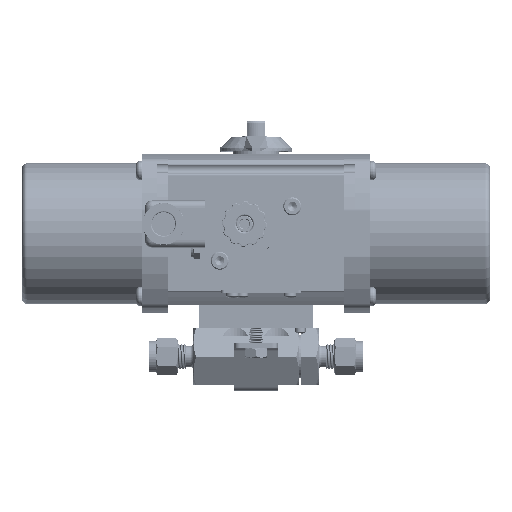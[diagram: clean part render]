
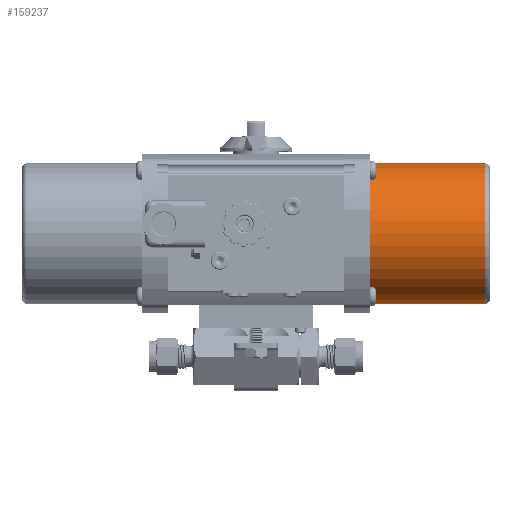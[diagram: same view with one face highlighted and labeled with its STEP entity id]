
A CAD part, top view. The second image highlights one B-rep face of the part: STEP entity #159237.
In plain terms, the highlighted cylindrical face has radius 30.963 mm (diameter 61.925 mm), a partial arc.
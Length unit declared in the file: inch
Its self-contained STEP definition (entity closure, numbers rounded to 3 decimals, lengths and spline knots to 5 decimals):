
#3090 = CARTESIAN_POINT ( 'NONE',  ( 1.8575, 2.136, 0. ) ) ;
#6976 = DIRECTION ( 'NONE',  ( -1., 0., 0. ) ) ;
#7728 = LINE ( 'NONE', #172715, #82226 ) ;
#12201 = CARTESIAN_POINT ( 'NONE',  ( 3.9725, 2.136, 0. ) ) ;
#18034 = DIRECTION ( 'NONE',  ( 0., -1., 0. ) ) ;
#19757 = VERTEX_POINT ( 'NONE', #97243 ) ;
#20352 = VECTOR ( 'NONE', #44917, 39.37008 ) ;
#20872 = AXIS2_PLACEMENT_3D ( 'NONE', #67499, #6976, #171220 ) ;
#26500 = CIRCLE ( 'NONE', #139130, 1.219 ) ;
#27100 = DIRECTION ( 'NONE',  ( 0., -1., 0. ) ) ;
#42889 = VERTEX_POINT ( 'NONE', #143758 ) ;
#44917 = DIRECTION ( 'NONE',  ( -1., 0., 0. ) ) ;
#46165 = FACE_OUTER_BOUND ( 'NONE', #192511, .T. ) ;
#54007 = ORIENTED_EDGE ( 'NONE', *, *, #55339, .T. ) ;
#55339 = EDGE_CURVE ( 'NONE', #42889, #96890, #26500, .T. ) ;
#56648 = CARTESIAN_POINT ( 'NONE',  ( 1.8575, 3.355, 0. ) ) ;
#59939 = CARTESIAN_POINT ( 'NONE',  ( 1.7145, 3.355, 0. ) ) ;
#67499 = CARTESIAN_POINT ( 'NONE',  ( 1.7145, 2.136, 0. ) ) ;
#81154 = CYLINDRICAL_SURFACE ( 'NONE', #20872, 1.219 ) ;
#81169 = EDGE_CURVE ( 'NONE', #96890, #97960, #103984, .T. ) ;
#82226 = VECTOR ( 'NONE', #98097, 39.37008 ) ;
#87544 = ORIENTED_EDGE ( 'NONE', *, *, #159155, .T. ) ;
#96890 = VERTEX_POINT ( 'NONE', #168649 ) ;
#97243 = CARTESIAN_POINT ( 'NONE',  ( 1.8575, 0.917, 0. ) ) ;
#97960 = VERTEX_POINT ( 'NONE', #56648 ) ;
#98097 = DIRECTION ( 'NONE',  ( -1., 0., 0. ) ) ;
#103984 = LINE ( 'NONE', #59939, #20352 ) ;
#104285 = CIRCLE ( 'NONE', #114161, 1.219 ) ;
#107008 = DIRECTION ( 'NONE',  ( 1., 0., 0. ) ) ;
#114161 = AXIS2_PLACEMENT_3D ( 'NONE', #3090, #107008, #18034 ) ;
#116108 = DIRECTION ( 'NONE',  ( -1., 0., 0. ) ) ;
#116255 = ORIENTED_EDGE ( 'NONE', *, *, #173039, .F. ) ;
#124713 = ORIENTED_EDGE ( 'NONE', *, *, #81169, .T. ) ;
#139130 = AXIS2_PLACEMENT_3D ( 'NONE', #12201, #116108, #27100 ) ;
#143758 = CARTESIAN_POINT ( 'NONE',  ( 3.9725, 0.917, 0. ) ) ;
#159155 = EDGE_CURVE ( 'NONE', #97960, #19757, #104285, .T. ) ;
#159237 = ADVANCED_FACE ( 'NONE', ( #46165 ), #81154, .T. ) ;
#168649 = CARTESIAN_POINT ( 'NONE',  ( 3.9725, 3.355, 0. ) ) ;
#171220 = DIRECTION ( 'NONE',  ( 0., 1., 0. ) ) ;
#172715 = CARTESIAN_POINT ( 'NONE',  ( 1.7145, 0.917, 0. ) ) ;
#173039 = EDGE_CURVE ( 'NONE', #42889, #19757, #7728, .T. ) ;
#192511 = EDGE_LOOP ( 'NONE', ( #116255, #54007, #124713, #87544 ) ) ;
